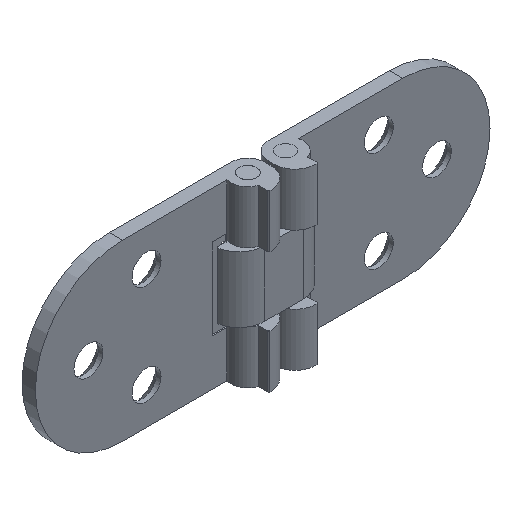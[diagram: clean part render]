
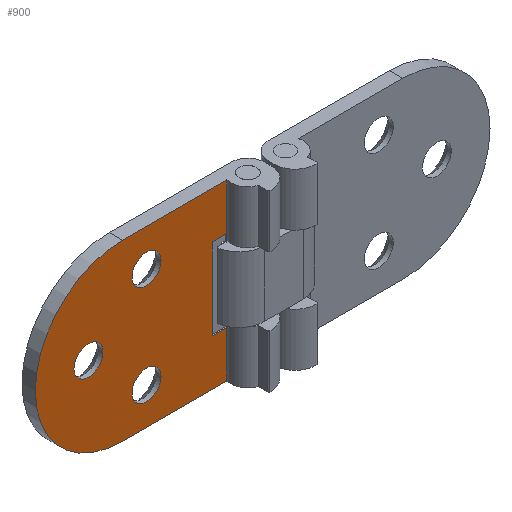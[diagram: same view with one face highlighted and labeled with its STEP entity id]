
A CAD part, isometric view. The second image highlights one B-rep face of the part: STEP entity #900.
In plain terms, the highlighted planar face has unit normal (0, -1, 0).
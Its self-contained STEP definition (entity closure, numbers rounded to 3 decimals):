
#55=FACE_BOUND('',#177,.T.);
#56=FACE_BOUND('',#178,.T.);
#57=FACE_BOUND('',#179,.T.);
#86=PLANE('',#972);
#119=FACE_OUTER_BOUND('',#176,.T.);
#176=EDGE_LOOP('',(#715,#716,#717,#718,#719,#720,#721,#722));
#177=EDGE_LOOP('',(#723));
#178=EDGE_LOOP('',(#724));
#179=EDGE_LOOP('',(#725));
#252=LINE('',#1425,#322);
#255=LINE('',#1431,#325);
#258=LINE('',#1436,#328);
#263=LINE('',#1446,#333);
#264=LINE('',#1448,#334);
#265=LINE('',#1452,#335);
#266=LINE('',#1453,#336);
#322=VECTOR('',#1139,2.483);
#325=VECTOR('',#1144,14.);
#328=VECTOR('',#1149,2.483);
#333=VECTOR('',#1158,8.);
#334=VECTOR('',#1159,17.983);
#335=VECTOR('',#1162,17.983);
#336=VECTOR('',#1163,8.);
#382=CIRCLE('',#973,15.);
#383=CIRCLE('',#974,2.5);
#384=CIRCLE('',#975,2.5);
#385=CIRCLE('',#976,2.5);
#439=VERTEX_POINT('',#1406);
#444=VERTEX_POINT('',#1416);
#447=VERTEX_POINT('',#1424);
#449=VERTEX_POINT('',#1430);
#453=VERTEX_POINT('',#1445);
#454=VERTEX_POINT('',#1447);
#455=VERTEX_POINT('',#1449);
#456=VERTEX_POINT('',#1451);
#457=VERTEX_POINT('',#1454);
#458=VERTEX_POINT('',#1456);
#459=VERTEX_POINT('',#1458);
#542=EDGE_CURVE('',#447,#444,#252,.T.);
#545=EDGE_CURVE('',#449,#447,#255,.T.);
#548=EDGE_CURVE('',#439,#449,#258,.T.);
#553=EDGE_CURVE('',#444,#453,#263,.T.);
#554=EDGE_CURVE('',#454,#453,#264,.T.);
#555=EDGE_CURVE('',#454,#455,#382,.T.);
#556=EDGE_CURVE('',#456,#455,#265,.T.);
#557=EDGE_CURVE('',#456,#439,#266,.T.);
#558=EDGE_CURVE('',#457,#457,#383,.T.);
#559=EDGE_CURVE('',#458,#458,#384,.T.);
#560=EDGE_CURVE('',#459,#459,#385,.T.);
#715=ORIENTED_EDGE('',*,*,#548,.T.);
#716=ORIENTED_EDGE('',*,*,#545,.T.);
#717=ORIENTED_EDGE('',*,*,#542,.T.);
#718=ORIENTED_EDGE('',*,*,#553,.T.);
#719=ORIENTED_EDGE('',*,*,#554,.F.);
#720=ORIENTED_EDGE('',*,*,#555,.T.);
#721=ORIENTED_EDGE('',*,*,#556,.F.);
#722=ORIENTED_EDGE('',*,*,#557,.T.);
#723=ORIENTED_EDGE('',*,*,#558,.T.);
#724=ORIENTED_EDGE('',*,*,#559,.T.);
#725=ORIENTED_EDGE('',*,*,#560,.T.);
#900=ADVANCED_FACE('',(#119,#55,#56,#57),#86,.T.);
#972=AXIS2_PLACEMENT_3D('',#1444,#1156,#1157);
#973=AXIS2_PLACEMENT_3D('',#1450,#1160,#1161);
#974=AXIS2_PLACEMENT_3D('',#1455,#1164,#1165);
#975=AXIS2_PLACEMENT_3D('',#1457,#1166,#1167);
#976=AXIS2_PLACEMENT_3D('',#1459,#1168,#1169);
#1139=DIRECTION('',(1.,0.,0.));
#1144=DIRECTION('',(0.,0.,1.));
#1149=DIRECTION('',(-1.,0.,0.));
#1156=DIRECTION('center_axis',(0.,-1.,0.));
#1157=DIRECTION('ref_axis',(1.,0.,0.));
#1158=DIRECTION('',(0.,0.,1.));
#1159=DIRECTION('',(1.,0.,0.));
#1160=DIRECTION('center_axis',(0.,-1.,0.));
#1161=DIRECTION('ref_axis',(-1.,0.,0.));
#1162=DIRECTION('',(-1.,0.,0.));
#1163=DIRECTION('',(0.,0.,1.));
#1164=DIRECTION('center_axis',(0.,1.,0.));
#1165=DIRECTION('ref_axis',(1.,0.,0.));
#1166=DIRECTION('center_axis',(0.,1.,0.));
#1167=DIRECTION('ref_axis',(1.,0.,0.));
#1168=DIRECTION('center_axis',(0.,1.,0.));
#1169=DIRECTION('ref_axis',(1.,0.,0.));
#1406=CARTESIAN_POINT('',(-2.917,0.7,-7.));
#1416=CARTESIAN_POINT('',(-2.917,0.7,7.));
#1424=CARTESIAN_POINT('',(-5.4,0.7,7.));
#1425=CARTESIAN_POINT('',(-20.65,0.7,7.));
#1430=CARTESIAN_POINT('',(-5.4,0.7,-7.));
#1431=CARTESIAN_POINT('',(-5.4,0.7,-3.5));
#1436=CARTESIAN_POINT('',(-19.409,0.7,-7.));
#1444=CARTESIAN_POINT('Origin',(-35.9,0.7,0.));
#1445=CARTESIAN_POINT('',(-2.917,0.7,15.));
#1446=CARTESIAN_POINT('',(-2.917,0.7,0.));
#1447=CARTESIAN_POINT('',(-20.9,0.7,15.));
#1448=CARTESIAN_POINT('',(-35.9,0.7,15.));
#1449=CARTESIAN_POINT('',(-20.9,0.7,-15.));
#1450=CARTESIAN_POINT('Origin',(-20.9,0.7,0.));
#1451=CARTESIAN_POINT('',(-2.917,0.7,-15.));
#1452=CARTESIAN_POINT('',(-35.9,0.7,-15.));
#1453=CARTESIAN_POINT('',(-2.917,0.7,0.));
#1454=CARTESIAN_POINT('',(-29.25,0.7,0.));
#1455=CARTESIAN_POINT('Origin',(-26.75,0.7,0.));
#1456=CARTESIAN_POINT('',(-19.25,0.7,-8.65));
#1457=CARTESIAN_POINT('Origin',(-16.75,0.7,-8.65));
#1458=CARTESIAN_POINT('',(-19.25,0.7,8.65));
#1459=CARTESIAN_POINT('Origin',(-16.75,0.7,8.65));
